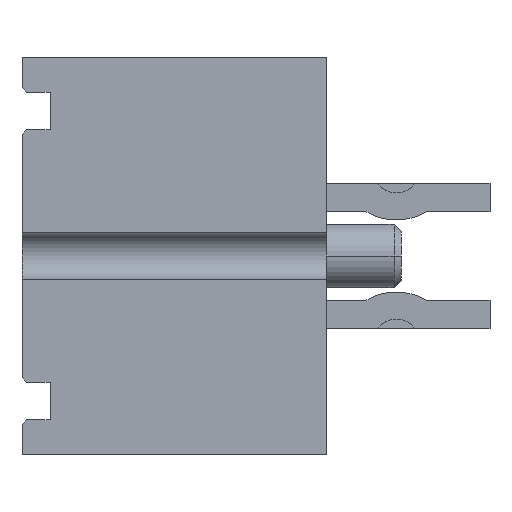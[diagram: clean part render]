
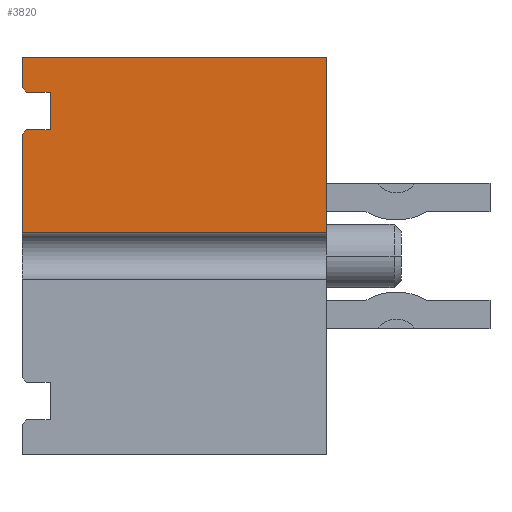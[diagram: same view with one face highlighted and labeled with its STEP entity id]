
A CAD part, left-side view. The second image highlights one B-rep face of the part: STEP entity #3820.
In plain terms, the highlighted planar face has unit normal (-1, 0, 0).
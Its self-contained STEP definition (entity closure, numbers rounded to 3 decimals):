
#1=DIRECTION('',(0.,1.,0.));
#2=VECTOR('',#1,6.5);
#3=CARTESIAN_POINT('',(-8.7,-3.25,0.5));
#4=LINE('',#3,#2);
#5=DIRECTION('',(0.,0.,1.));
#6=VECTOR('',#5,2.1);
#7=CARTESIAN_POINT('',(-8.7,3.25,0.5));
#8=LINE('',#7,#6);
#9=DIRECTION('',(0.,-1.,0.));
#10=VECTOR('',#9,0.5);
#11=CARTESIAN_POINT('',(-8.7,3.15,2.7));
#12=LINE('',#11,#10);
#13=DIRECTION('',(0.,0.,1.));
#14=VECTOR('',#13,0.8);
#15=CARTESIAN_POINT('',(-8.7,2.65,2.7));
#16=LINE('',#15,#14);
#17=DIRECTION('',(0.,1.,0.));
#18=VECTOR('',#17,0.5);
#19=CARTESIAN_POINT('',(-8.7,2.65,3.5));
#20=LINE('',#19,#18);
#21=DIRECTION('',(0.,0.,1.));
#22=VECTOR('',#21,0.65);
#23=CARTESIAN_POINT('',(-8.7,3.25,3.6));
#24=LINE('',#23,#22);
#25=DIRECTION('',(0.,-1.,0.));
#26=VECTOR('',#25,6.5);
#27=CARTESIAN_POINT('',(-8.7,3.25,4.25));
#28=LINE('',#27,#26);
#29=DIRECTION('',(0.,0.,-1.));
#30=VECTOR('',#29,3.75);
#31=CARTESIAN_POINT('',(-8.7,-3.25,4.25));
#32=LINE('',#31,#30);
#1292=DIRECTION('',(0.,-0.707,-0.707));
#1293=VECTOR('',#1292,0.141);
#1294=CARTESIAN_POINT('',(-8.7,3.25,3.6));
#1295=LINE('',#1294,#1293);
#1597=DIRECTION('',(0.,0.707,-0.707));
#1598=VECTOR('',#1597,0.141);
#1599=CARTESIAN_POINT('',(-8.7,3.15,2.7));
#1600=LINE('',#1599,#1598);
#2861=CARTESIAN_POINT('',(-8.7,3.25,4.25));
#2862=CARTESIAN_POINT('',(-8.7,-3.25,4.25));
#2863=VERTEX_POINT('',#2861);
#2864=VERTEX_POINT('',#2862);
#2873=CARTESIAN_POINT('',(-8.7,2.65,2.7));
#2874=CARTESIAN_POINT('',(-8.7,2.65,3.5));
#2875=VERTEX_POINT('',#2873);
#2876=VERTEX_POINT('',#2874);
#2989=CARTESIAN_POINT('',(-8.7,-3.25,0.5));
#2990=CARTESIAN_POINT('',(-8.7,3.25,0.5));
#2991=VERTEX_POINT('',#2989);
#2992=VERTEX_POINT('',#2990);
#3013=CARTESIAN_POINT('',(-8.7,3.15,2.7));
#3014=VERTEX_POINT('',#3013);
#3015=CARTESIAN_POINT('',(-8.7,3.25,2.6));
#3016=VERTEX_POINT('',#3015);
#3021=CARTESIAN_POINT('',(-8.7,3.25,3.6));
#3023=VERTEX_POINT('',#3021);
#3025=CARTESIAN_POINT('',(-8.7,3.15,3.5));
#3027=VERTEX_POINT('',#3025);
#3793=CARTESIAN_POINT('',(-8.7,0.,0.));
#3794=DIRECTION('',(1.,0.,0.));
#3795=DIRECTION('',(0.,0.,-1.));
#3796=AXIS2_PLACEMENT_3D('',#3793,#3794,#3795);
#3797=PLANE('',#3796);
#3799=ORIENTED_EDGE('',*,*,#3798,.T.);
#3801=ORIENTED_EDGE('',*,*,#3800,.T.);
#3803=ORIENTED_EDGE('',*,*,#3802,.F.);
#3805=ORIENTED_EDGE('',*,*,#3804,.T.);
#3807=ORIENTED_EDGE('',*,*,#3806,.T.);
#3809=ORIENTED_EDGE('',*,*,#3808,.T.);
#3811=ORIENTED_EDGE('',*,*,#3810,.F.);
#3813=ORIENTED_EDGE('',*,*,#3812,.T.);
#3815=ORIENTED_EDGE('',*,*,#3814,.T.);
#3817=ORIENTED_EDGE('',*,*,#3816,.T.);
#3818=EDGE_LOOP('',(#3799,#3801,#3803,#3805,#3807,#3809,#3811,#3813,#3815,
#3817));
#3819=FACE_OUTER_BOUND('',#3818,.F.);
#3820=ADVANCED_FACE('',(#3819),#3797,.F.);
#3798=EDGE_CURVE('',#2991,#2992,#4,.T.);
#3800=EDGE_CURVE('',#2992,#3016,#8,.T.);
#3802=EDGE_CURVE('',#3014,#3016,#1600,.T.);
#3804=EDGE_CURVE('',#3014,#2875,#12,.T.);
#3806=EDGE_CURVE('',#2875,#2876,#16,.T.);
#3808=EDGE_CURVE('',#2876,#3027,#20,.T.);
#3810=EDGE_CURVE('',#3023,#3027,#1295,.T.);
#3812=EDGE_CURVE('',#3023,#2863,#24,.T.);
#3814=EDGE_CURVE('',#2863,#2864,#28,.T.);
#3816=EDGE_CURVE('',#2864,#2991,#32,.T.);
